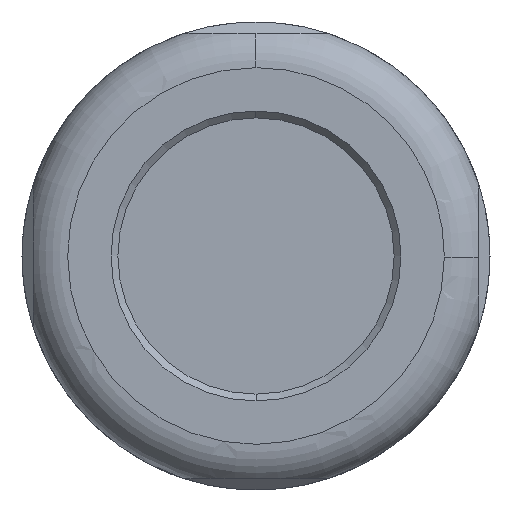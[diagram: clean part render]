
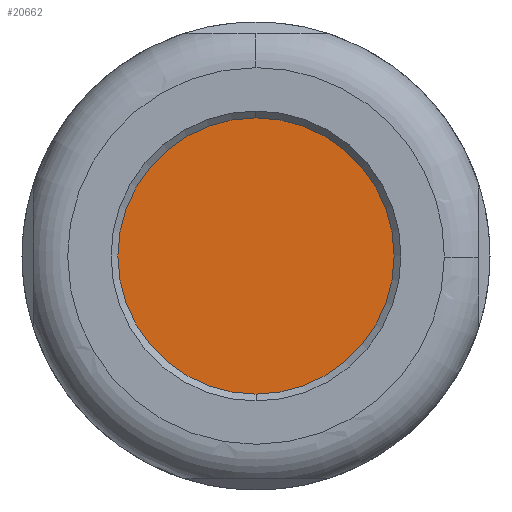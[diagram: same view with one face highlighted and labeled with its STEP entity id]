
A CAD part, front view. The second image highlights one B-rep face of the part: STEP entity #20662.
In plain terms, the highlighted face is planar.
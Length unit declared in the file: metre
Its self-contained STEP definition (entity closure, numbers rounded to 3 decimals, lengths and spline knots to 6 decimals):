
#3952=CARTESIAN_POINT('',(0.,-0.037111,0.));
#3953=DIRECTION('',(0.,1.,0.));
#3954=DIRECTION('',(0.,0.,-1.));
#3955=AXIS2_PLACEMENT_3D('',#3952,#3953,#3954);
#3957=CARTESIAN_POINT('',(0.,-0.037111,0.));
#3958=DIRECTION('',(0.,1.,0.));
#3959=DIRECTION('',(0.,0.,1.));
#3960=AXIS2_PLACEMENT_3D('',#3957,#3958,#3959);
#3962=CARTESIAN_POINT('',(0.,-0.037111,0.));
#3963=DIRECTION('',(0.,1.,0.));
#3964=DIRECTION('',(1.,0.,0.));
#3965=AXIS2_PLACEMENT_3D('',#3962,#3963,#3964);
#14329=CARTESIAN_POINT('',(0.,-0.037111,-0.00605));
#14330=VERTEX_POINT('',#14329);
#14331=CARTESIAN_POINT('',(0.00605,-0.037111,0.));
#14332=VERTEX_POINT('',#14331);
#14333=CARTESIAN_POINT('',(0.,-0.037111,0.00605));
#14334=VERTEX_POINT('',#14333);
#20652=CARTESIAN_POINT('',(0.,-0.037111,-0.000006));
#20653=DIRECTION('',(0.,1.,0.));
#20654=DIRECTION('',(0.,0.,-1.));
#20655=AXIS2_PLACEMENT_3D('',#20652,#20653,#20654);
#20656=PLANE('',#20655);
#20657=ORIENTED_EDGE('',*,*,#20645,.T.);
#20658=ORIENTED_EDGE('',*,*,#20630,.T.);
#20659=ORIENTED_EDGE('',*,*,#20628,.T.);
#20660=EDGE_LOOP('',(#20657,#20658,#20659));
#20661=FACE_OUTER_BOUND('',#20660,.F.);
#20662=ADVANCED_FACE('',(#20661),#20656,.F.);
#3956=CIRCLE('',#3955,0.00605);
#3961=CIRCLE('',#3960,0.00605);
#3966=CIRCLE('',#3965,0.00605);
#20628=EDGE_CURVE('',#14332,#14330,#3966,.T.);
#20630=EDGE_CURVE('',#14334,#14332,#3961,.T.);
#20645=EDGE_CURVE('',#14330,#14334,#3956,.T.);
